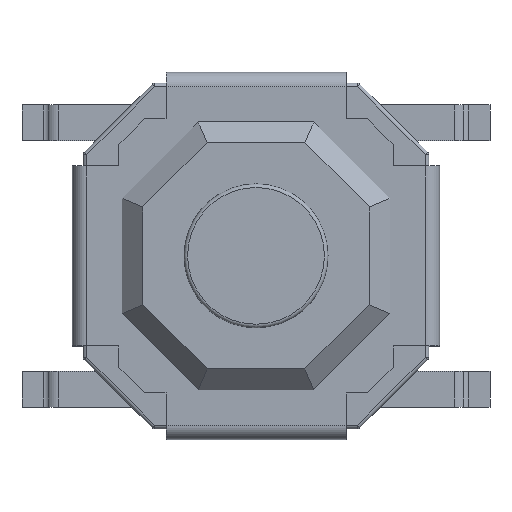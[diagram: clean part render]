
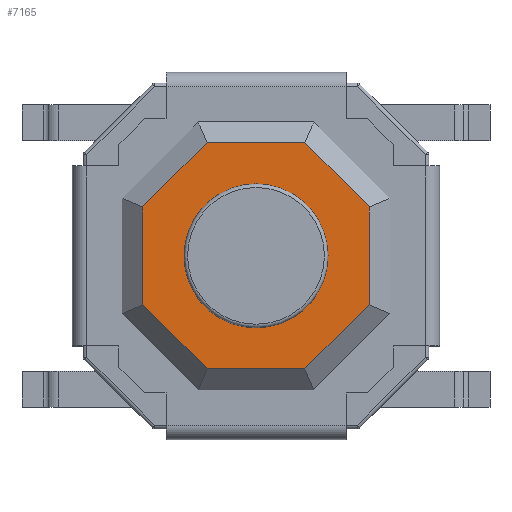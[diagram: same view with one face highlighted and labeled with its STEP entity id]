
A CAD part, top view. The second image highlights one B-rep face of the part: STEP entity #7165.
In plain terms, the highlighted planar face has unit normal (0, 0, 1).
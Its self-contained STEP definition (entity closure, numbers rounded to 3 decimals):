
#6165 = PLANE('',#6166);
#6166 = AXIS2_PLACEMENT_3D('',#6167,#6168,#6169);
#6167 = CARTESIAN_POINT('',(1.758,0.697,0.855));
#6168 = DIRECTION('',(-0.5,-0.5,-0.707));
#6169 = DIRECTION('',(0.707,-0.707,0.
    ));
#6239 = PLANE('',#6240);
#6240 = AXIS2_PLACEMENT_3D('',#6241,#6242,#6243);
#6241 = CARTESIAN_POINT('',(1.716,-0.8,0.855));
#6242 = DIRECTION('',(-0.707,0.,-0.707));
#6243 = DIRECTION('',(-0.,-1.,-0.));
#6293 = PLANE('',#6294);
#6294 = AXIS2_PLACEMENT_3D('',#6295,#6296,#6297);
#6295 = CARTESIAN_POINT('',(0.697,-1.758,0.855));
#6296 = DIRECTION('',(-0.5,0.5,-0.707));
#6297 = DIRECTION('',(-0.707,-0.707,0.
    ));
#6347 = PLANE('',#6348);
#6348 = AXIS2_PLACEMENT_3D('',#6349,#6350,#6351);
#6349 = CARTESIAN_POINT('',(-0.8,-1.716,0.855));
#6350 = DIRECTION('',(0.,0.707,-0.707));
#6351 = DIRECTION('',(-1.,-0.,-0.));
#6401 = PLANE('',#6402);
#6402 = AXIS2_PLACEMENT_3D('',#6403,#6404,#6405);
#6403 = CARTESIAN_POINT('',(-1.758,-0.697,0.855));
#6404 = DIRECTION('',(0.5,0.5,-0.707));
#6405 = DIRECTION('',(-0.707,0.707,0.)
  );
#6455 = PLANE('',#6456);
#6456 = AXIS2_PLACEMENT_3D('',#6457,#6458,#6459);
#6457 = CARTESIAN_POINT('',(-1.716,0.8,0.855));
#6458 = DIRECTION('',(0.707,0.,-0.707));
#6459 = DIRECTION('',(0.,1.,0.));
#6509 = PLANE('',#6510);
#6510 = AXIS2_PLACEMENT_3D('',#6511,#6512,#6513);
#6511 = CARTESIAN_POINT('',(-0.697,1.758,0.855));
#6512 = DIRECTION('',(0.5,-0.5,-0.707));
#6513 = DIRECTION('',(0.707,0.707,0.)
  );
#6541 = PLANE('',#6542);
#6542 = AXIS2_PLACEMENT_3D('',#6543,#6544,#6545);
#6543 = CARTESIAN_POINT('',(0.8,1.716,0.855));
#6544 = DIRECTION('',(0.,-0.707,-0.707));
#6545 = DIRECTION('',(1.,0.,0.));
#6773 = VERTEX_POINT('',#6774);
#6774 = CARTESIAN_POINT('',(1.571,0.68,1.));
#6797 = VERTEX_POINT('',#6798);
#6798 = CARTESIAN_POINT('',(0.68,1.571,1.));
#6819 = EDGE_CURVE('',#6773,#6797,#6820,.T.);
#6820 = SURFACE_CURVE('',#6821,(#6825,#6832),.PCURVE_S1.);
#6821 = LINE('',#6822,#6823);
#6822 = CARTESIAN_POINT('',(1.656,0.595,1.));
#6823 = VECTOR('',#6824,1.);
#6824 = DIRECTION('',(-0.707,0.707,0.));
#6825 = PCURVE('',#6165,#6826);
#6826 = DEFINITIONAL_REPRESENTATION('',(#6827),#6831);
#6827 = LINE('',#6828,#6829);
#6828 = CARTESIAN_POINT('',(0.,0.205));
#6829 = VECTOR('',#6830,1.);
#6830 = DIRECTION('',(-1.,0.));
#6831 = ( GEOMETRIC_REPRESENTATION_CONTEXT(2) 
PARAMETRIC_REPRESENTATION_CONTEXT() REPRESENTATION_CONTEXT('2D SPACE',''
  ) );
#6832 = PCURVE('',#6833,#6838);
#6833 = PLANE('',#6834);
#6834 = AXIS2_PLACEMENT_3D('',#6835,#6836,#6837);
#6835 = CARTESIAN_POINT('',(0.,0.,1.));
#6836 = DIRECTION('',(0.,0.,1.));
#6837 = DIRECTION('',(1.,0.,0.));
#6838 = DEFINITIONAL_REPRESENTATION('',(#6839),#6843);
#6839 = LINE('',#6840,#6841);
#6840 = CARTESIAN_POINT('',(1.656,0.595));
#6841 = VECTOR('',#6842,1.);
#6842 = DIRECTION('',(-0.707,0.707));
#6843 = ( GEOMETRIC_REPRESENTATION_CONTEXT(2) 
PARAMETRIC_REPRESENTATION_CONTEXT() REPRESENTATION_CONTEXT('2D SPACE',''
  ) );
#6849 = VERTEX_POINT('',#6850);
#6850 = CARTESIAN_POINT('',(1.571,-0.68,1.));
#6873 = EDGE_CURVE('',#6849,#6773,#6874,.T.);
#6874 = SURFACE_CURVE('',#6875,(#6879,#6886),.PCURVE_S1.);
#6875 = LINE('',#6876,#6877);
#6876 = CARTESIAN_POINT('',(1.571,-0.8,1.));
#6877 = VECTOR('',#6878,1.);
#6878 = DIRECTION('',(0.,1.,0.));
#6879 = PCURVE('',#6239,#6880);
#6880 = DEFINITIONAL_REPRESENTATION('',(#6881),#6885);
#6881 = LINE('',#6882,#6883);
#6882 = CARTESIAN_POINT('',(-0.,0.205));
#6883 = VECTOR('',#6884,1.);
#6884 = DIRECTION('',(-1.,0.));
#6885 = ( GEOMETRIC_REPRESENTATION_CONTEXT(2) 
PARAMETRIC_REPRESENTATION_CONTEXT() REPRESENTATION_CONTEXT('2D SPACE',''
  ) );
#6886 = PCURVE('',#6833,#6887);
#6887 = DEFINITIONAL_REPRESENTATION('',(#6888),#6892);
#6888 = LINE('',#6889,#6890);
#6889 = CARTESIAN_POINT('',(1.571,-0.8));
#6890 = VECTOR('',#6891,1.);
#6891 = DIRECTION('',(0.,1.));
#6892 = ( GEOMETRIC_REPRESENTATION_CONTEXT(2) 
PARAMETRIC_REPRESENTATION_CONTEXT() REPRESENTATION_CONTEXT('2D SPACE',''
  ) );
#6898 = VERTEX_POINT('',#6899);
#6899 = CARTESIAN_POINT('',(0.68,-1.571,1.));
#6922 = EDGE_CURVE('',#6898,#6849,#6923,.T.);
#6923 = SURFACE_CURVE('',#6924,(#6928,#6935),.PCURVE_S1.);
#6924 = LINE('',#6925,#6926);
#6925 = CARTESIAN_POINT('',(0.595,-1.656,1.));
#6926 = VECTOR('',#6927,1.);
#6927 = DIRECTION('',(0.707,0.707,0.));
#6928 = PCURVE('',#6293,#6929);
#6929 = DEFINITIONAL_REPRESENTATION('',(#6930),#6934);
#6930 = LINE('',#6931,#6932);
#6931 = CARTESIAN_POINT('',(0.,0.205));
#6932 = VECTOR('',#6933,1.);
#6933 = DIRECTION('',(-1.,0.));
#6934 = ( GEOMETRIC_REPRESENTATION_CONTEXT(2) 
PARAMETRIC_REPRESENTATION_CONTEXT() REPRESENTATION_CONTEXT('2D SPACE',''
  ) );
#6935 = PCURVE('',#6833,#6936);
#6936 = DEFINITIONAL_REPRESENTATION('',(#6937),#6941);
#6937 = LINE('',#6938,#6939);
#6938 = CARTESIAN_POINT('',(0.595,-1.656));
#6939 = VECTOR('',#6940,1.);
#6940 = DIRECTION('',(0.707,0.707));
#6941 = ( GEOMETRIC_REPRESENTATION_CONTEXT(2) 
PARAMETRIC_REPRESENTATION_CONTEXT() REPRESENTATION_CONTEXT('2D SPACE',''
  ) );
#6947 = VERTEX_POINT('',#6948);
#6948 = CARTESIAN_POINT('',(-0.68,-1.571,1.));
#6971 = EDGE_CURVE('',#6947,#6898,#6972,.T.);
#6972 = SURFACE_CURVE('',#6973,(#6977,#6984),.PCURVE_S1.);
#6973 = LINE('',#6974,#6975);
#6974 = CARTESIAN_POINT('',(-0.8,-1.571,1.));
#6975 = VECTOR('',#6976,1.);
#6976 = DIRECTION('',(1.,0.,0.));
#6977 = PCURVE('',#6347,#6978);
#6978 = DEFINITIONAL_REPRESENTATION('',(#6979),#6983);
#6979 = LINE('',#6980,#6981);
#6980 = CARTESIAN_POINT('',(-0.,0.205));
#6981 = VECTOR('',#6982,1.);
#6982 = DIRECTION('',(-1.,0.));
#6983 = ( GEOMETRIC_REPRESENTATION_CONTEXT(2) 
PARAMETRIC_REPRESENTATION_CONTEXT() REPRESENTATION_CONTEXT('2D SPACE',''
  ) );
#6984 = PCURVE('',#6833,#6985);
#6985 = DEFINITIONAL_REPRESENTATION('',(#6986),#6990);
#6986 = LINE('',#6987,#6988);
#6987 = CARTESIAN_POINT('',(-0.8,-1.571));
#6988 = VECTOR('',#6989,1.);
#6989 = DIRECTION('',(1.,0.));
#6990 = ( GEOMETRIC_REPRESENTATION_CONTEXT(2) 
PARAMETRIC_REPRESENTATION_CONTEXT() REPRESENTATION_CONTEXT('2D SPACE',''
  ) );
#6996 = VERTEX_POINT('',#6997);
#6997 = CARTESIAN_POINT('',(-1.571,-0.68,1.));
#7020 = EDGE_CURVE('',#6996,#6947,#7021,.T.);
#7021 = SURFACE_CURVE('',#7022,(#7026,#7033),.PCURVE_S1.);
#7022 = LINE('',#7023,#7024);
#7023 = CARTESIAN_POINT('',(-1.656,-0.595,1.));
#7024 = VECTOR('',#7025,1.);
#7025 = DIRECTION('',(0.707,-0.707,0.));
#7026 = PCURVE('',#6401,#7027);
#7027 = DEFINITIONAL_REPRESENTATION('',(#7028),#7032);
#7028 = LINE('',#7029,#7030);
#7029 = CARTESIAN_POINT('',(0.,0.205));
#7030 = VECTOR('',#7031,1.);
#7031 = DIRECTION('',(-1.,0.));
#7032 = ( GEOMETRIC_REPRESENTATION_CONTEXT(2) 
PARAMETRIC_REPRESENTATION_CONTEXT() REPRESENTATION_CONTEXT('2D SPACE',''
  ) );
#7033 = PCURVE('',#6833,#7034);
#7034 = DEFINITIONAL_REPRESENTATION('',(#7035),#7039);
#7035 = LINE('',#7036,#7037);
#7036 = CARTESIAN_POINT('',(-1.656,-0.595));
#7037 = VECTOR('',#7038,1.);
#7038 = DIRECTION('',(0.707,-0.707));
#7039 = ( GEOMETRIC_REPRESENTATION_CONTEXT(2) 
PARAMETRIC_REPRESENTATION_CONTEXT() REPRESENTATION_CONTEXT('2D SPACE',''
  ) );
#7045 = VERTEX_POINT('',#7046);
#7046 = CARTESIAN_POINT('',(-1.571,0.68,1.));
#7069 = EDGE_CURVE('',#7045,#6996,#7070,.T.);
#7070 = SURFACE_CURVE('',#7071,(#7075,#7082),.PCURVE_S1.);
#7071 = LINE('',#7072,#7073);
#7072 = CARTESIAN_POINT('',(-1.571,0.8,1.));
#7073 = VECTOR('',#7074,1.);
#7074 = DIRECTION('',(0.,-1.,0.));
#7075 = PCURVE('',#6455,#7076);
#7076 = DEFINITIONAL_REPRESENTATION('',(#7077),#7081);
#7077 = LINE('',#7078,#7079);
#7078 = CARTESIAN_POINT('',(-0.,0.205));
#7079 = VECTOR('',#7080,1.);
#7080 = DIRECTION('',(-1.,0.));
#7081 = ( GEOMETRIC_REPRESENTATION_CONTEXT(2) 
PARAMETRIC_REPRESENTATION_CONTEXT() REPRESENTATION_CONTEXT('2D SPACE',''
  ) );
#7082 = PCURVE('',#6833,#7083);
#7083 = DEFINITIONAL_REPRESENTATION('',(#7084),#7088);
#7084 = LINE('',#7085,#7086);
#7085 = CARTESIAN_POINT('',(-1.571,0.8));
#7086 = VECTOR('',#7087,1.);
#7087 = DIRECTION('',(0.,-1.));
#7088 = ( GEOMETRIC_REPRESENTATION_CONTEXT(2) 
PARAMETRIC_REPRESENTATION_CONTEXT() REPRESENTATION_CONTEXT('2D SPACE',''
  ) );
#7094 = VERTEX_POINT('',#7095);
#7095 = CARTESIAN_POINT('',(-0.68,1.571,1.));
#7118 = EDGE_CURVE('',#7094,#7045,#7119,.T.);
#7119 = SURFACE_CURVE('',#7120,(#7124,#7131),.PCURVE_S1.);
#7120 = LINE('',#7121,#7122);
#7121 = CARTESIAN_POINT('',(-0.595,1.656,1.));
#7122 = VECTOR('',#7123,1.);
#7123 = DIRECTION('',(-0.707,-0.707,0.));
#7124 = PCURVE('',#6509,#7125);
#7125 = DEFINITIONAL_REPRESENTATION('',(#7126),#7130);
#7126 = LINE('',#7127,#7128);
#7127 = CARTESIAN_POINT('',(0.,0.205));
#7128 = VECTOR('',#7129,1.);
#7129 = DIRECTION('',(-1.,0.));
#7130 = ( GEOMETRIC_REPRESENTATION_CONTEXT(2) 
PARAMETRIC_REPRESENTATION_CONTEXT() REPRESENTATION_CONTEXT('2D SPACE',''
  ) );
#7131 = PCURVE('',#6833,#7132);
#7132 = DEFINITIONAL_REPRESENTATION('',(#7133),#7137);
#7133 = LINE('',#7134,#7135);
#7134 = CARTESIAN_POINT('',(-0.595,1.656));
#7135 = VECTOR('',#7136,1.);
#7136 = DIRECTION('',(-0.707,-0.707));
#7137 = ( GEOMETRIC_REPRESENTATION_CONTEXT(2) 
PARAMETRIC_REPRESENTATION_CONTEXT() REPRESENTATION_CONTEXT('2D SPACE',''
  ) );
#7145 = EDGE_CURVE('',#6797,#7094,#7146,.T.);
#7146 = SURFACE_CURVE('',#7147,(#7151,#7158),.PCURVE_S1.);
#7147 = LINE('',#7148,#7149);
#7148 = CARTESIAN_POINT('',(0.8,1.571,1.));
#7149 = VECTOR('',#7150,1.);
#7150 = DIRECTION('',(-1.,0.,0.));
#7151 = PCURVE('',#6541,#7152);
#7152 = DEFINITIONAL_REPRESENTATION('',(#7153),#7157);
#7153 = LINE('',#7154,#7155);
#7154 = CARTESIAN_POINT('',(-0.,0.205));
#7155 = VECTOR('',#7156,1.);
#7156 = DIRECTION('',(-1.,0.));
#7157 = ( GEOMETRIC_REPRESENTATION_CONTEXT(2) 
PARAMETRIC_REPRESENTATION_CONTEXT() REPRESENTATION_CONTEXT('2D SPACE',''
  ) );
#7158 = PCURVE('',#6833,#7159);
#7159 = DEFINITIONAL_REPRESENTATION('',(#7160),#7164);
#7160 = LINE('',#7161,#7162);
#7161 = CARTESIAN_POINT('',(0.8,1.571));
#7162 = VECTOR('',#7163,1.);
#7163 = DIRECTION('',(-1.,0.));
#7164 = ( GEOMETRIC_REPRESENTATION_CONTEXT(2) 
PARAMETRIC_REPRESENTATION_CONTEXT() REPRESENTATION_CONTEXT('2D SPACE',''
  ) );
#7165 = ADVANCED_FACE('',(#7166),#6833,.T.);
#7166 = FACE_BOUND('',#7167,.T.);
#7167 = EDGE_LOOP('',(#7168,#7169,#7170,#7171,#7172,#7173,#7174,#7175));
#7168 = ORIENTED_EDGE('',*,*,#6819,.T.);
#7169 = ORIENTED_EDGE('',*,*,#7145,.T.);
#7170 = ORIENTED_EDGE('',*,*,#7118,.T.);
#7171 = ORIENTED_EDGE('',*,*,#7069,.T.);
#7172 = ORIENTED_EDGE('',*,*,#7020,.T.);
#7173 = ORIENTED_EDGE('',*,*,#6971,.T.);
#7174 = ORIENTED_EDGE('',*,*,#6922,.T.);
#7175 = ORIENTED_EDGE('',*,*,#6873,.T.);
